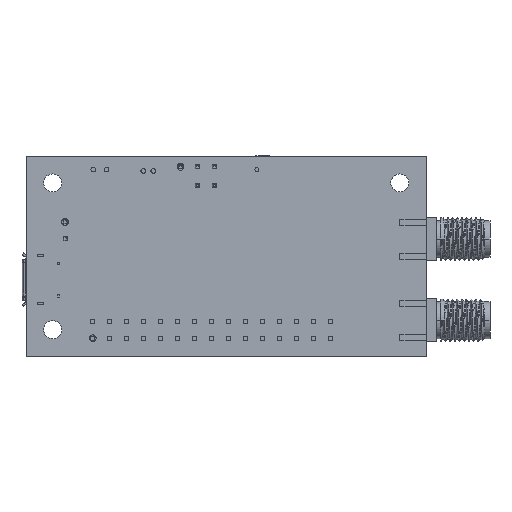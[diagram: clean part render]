
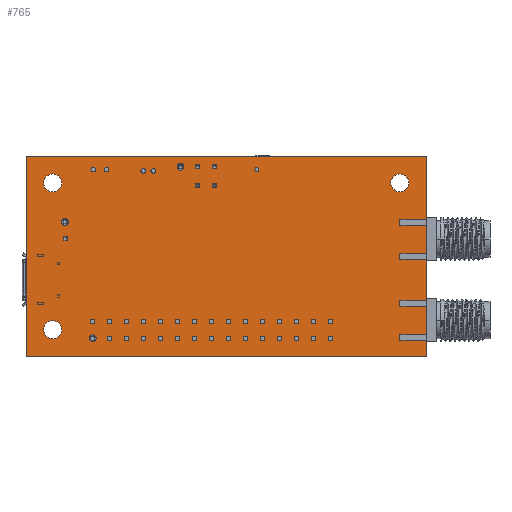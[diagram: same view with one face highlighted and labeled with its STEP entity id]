
A CAD part, front view. The second image highlights one B-rep face of the part: STEP entity #765.
In plain terms, the highlighted planar face has unit normal (0, -1, 0).
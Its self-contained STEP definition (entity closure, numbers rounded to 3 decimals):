
#110=DIRECTION('',(1.,0.,0.));
#111=VECTOR('',#110,60.);
#112=CARTESIAN_POINT('',(0.,0.,0.));
#113=LINE('',#112,#111);
#117=DIRECTION('',(0.,0.,-1.));
#118=VECTOR('',#117,30.);
#119=CARTESIAN_POINT('',(60.,0.,0.));
#120=LINE('',#119,#118);
#124=DIRECTION('',(-1.,0.,0.));
#125=VECTOR('',#124,60.);
#126=CARTESIAN_POINT('',(60.,0.,-30.));
#127=LINE('',#126,#125);
#131=DIRECTION('',(0.,0.,1.));
#132=VECTOR('',#131,30.);
#133=CARTESIAN_POINT('',(0.,0.,-30.));
#134=LINE('',#133,#132);
#138=CARTESIAN_POINT('',(4.,0.,-26.));
#139=DIRECTION('',(0.,1.,0.));
#140=DIRECTION('',(1.,0.,0.));
#141=AXIS2_PLACEMENT_3D('',#138,#139,#140);
#146=CARTESIAN_POINT('',(4.,0.,-26.));
#147=DIRECTION('',(0.,1.,0.));
#148=DIRECTION('',(-1.,0.,0.));
#149=AXIS2_PLACEMENT_3D('',#146,#147,#148);
#154=CARTESIAN_POINT('',(4.,0.,-4.));
#155=DIRECTION('',(0.,1.,0.));
#156=DIRECTION('',(1.,0.,0.));
#157=AXIS2_PLACEMENT_3D('',#154,#155,#156);
#162=CARTESIAN_POINT('',(4.,0.,-4.));
#163=DIRECTION('',(0.,1.,0.));
#164=DIRECTION('',(-1.,0.,0.));
#165=AXIS2_PLACEMENT_3D('',#162,#163,#164);
#170=CARTESIAN_POINT('',(56.,0.,-4.));
#171=DIRECTION('',(0.,1.,0.));
#172=DIRECTION('',(1.,0.,0.));
#173=AXIS2_PLACEMENT_3D('',#170,#171,#172);
#178=CARTESIAN_POINT('',(56.,0.,-4.));
#179=DIRECTION('',(0.,1.,0.));
#180=DIRECTION('',(-1.,0.,0.));
#181=AXIS2_PLACEMENT_3D('',#178,#179,#180);
#186=CARTESIAN_POINT('',(10.,0.,-27.27));
#187=DIRECTION('',(0.,1.,0.));
#188=DIRECTION('',(1.,0.,0.));
#189=AXIS2_PLACEMENT_3D('',#186,#187,#188);
#194=CARTESIAN_POINT('',(10.,0.,-27.27));
#195=DIRECTION('',(0.,1.,0.));
#196=DIRECTION('',(-1.,0.,0.));
#197=AXIS2_PLACEMENT_3D('',#194,#195,#196);
#202=CARTESIAN_POINT('',(5.862,0.,-9.845));
#203=DIRECTION('',(0.,1.,0.));
#204=DIRECTION('',(1.,0.,0.));
#205=AXIS2_PLACEMENT_3D('',#202,#203,#204);
#210=CARTESIAN_POINT('',(5.862,0.,-9.845));
#211=DIRECTION('',(0.,1.,0.));
#212=DIRECTION('',(-1.,0.,0.));
#213=AXIS2_PLACEMENT_3D('',#210,#211,#212);
#218=CARTESIAN_POINT('',(23.134,0.,-1.59));
#219=DIRECTION('',(0.,1.,0.));
#220=DIRECTION('',(1.,0.,0.));
#221=AXIS2_PLACEMENT_3D('',#218,#219,#220);
#226=CARTESIAN_POINT('',(23.134,0.,-1.59));
#227=DIRECTION('',(0.,1.,0.));
#228=DIRECTION('',(-1.,0.,0.));
#229=AXIS2_PLACEMENT_3D('',#226,#227,#228);
#234=CARTESIAN_POINT('',(12.069,0.,-2.));
#235=DIRECTION('',(0.,1.,0.));
#236=DIRECTION('',(1.,0.,0.));
#237=AXIS2_PLACEMENT_3D('',#234,#235,#236);
#242=CARTESIAN_POINT('',(12.069,0.,-2.));
#243=DIRECTION('',(0.,1.,0.));
#244=DIRECTION('',(-1.,0.,0.));
#245=AXIS2_PLACEMENT_3D('',#242,#243,#244);
#250=CARTESIAN_POINT('',(17.558,0.,-2.2));
#251=DIRECTION('',(0.,1.,0.));
#252=DIRECTION('',(1.,0.,0.));
#253=AXIS2_PLACEMENT_3D('',#250,#251,#252);
#258=CARTESIAN_POINT('',(17.558,0.,-2.2));
#259=DIRECTION('',(0.,1.,0.));
#260=DIRECTION('',(-1.,0.,0.));
#261=AXIS2_PLACEMENT_3D('',#258,#259,#260);
#266=CARTESIAN_POINT('',(34.593,0.,-2.));
#267=DIRECTION('',(0.,1.,0.));
#268=DIRECTION('',(1.,0.,0.));
#269=AXIS2_PLACEMENT_3D('',#266,#267,#268);
#274=CARTESIAN_POINT('',(34.593,0.,-2.));
#275=DIRECTION('',(0.,1.,0.));
#276=DIRECTION('',(-1.,0.,0.));
#277=AXIS2_PLACEMENT_3D('',#274,#275,#276);
#608=CARTESIAN_POINT('',(0.,0.,0.));
#609=CARTESIAN_POINT('',(60.,0.,0.));
#610=VERTEX_POINT('',#608);
#611=VERTEX_POINT('',#609);
#612=CARTESIAN_POINT('',(60.,0.,-30.));
#613=VERTEX_POINT('',#612);
#614=CARTESIAN_POINT('',(0.,0.,-30.));
#615=VERTEX_POINT('',#614);
#625=CARTESIAN_POINT('',(5.35,0.,-26.));
#627=VERTEX_POINT('',#625);
#629=CARTESIAN_POINT('',(2.65,0.,-26.));
#631=VERTEX_POINT('',#629);
#633=CARTESIAN_POINT('',(5.35,0.,-4.));
#635=VERTEX_POINT('',#633);
#637=CARTESIAN_POINT('',(2.65,0.,-4.));
#639=VERTEX_POINT('',#637);
#640=CARTESIAN_POINT('',(10.51,0.,-27.27));
#641=CARTESIAN_POINT('',(9.49,0.,-27.27));
#642=VERTEX_POINT('',#640);
#643=VERTEX_POINT('',#641);
#648=CARTESIAN_POINT('',(57.35,0.,-4.));
#649=CARTESIAN_POINT('',(54.65,0.,-4.));
#650=VERTEX_POINT('',#648);
#651=VERTEX_POINT('',#649);
#656=CARTESIAN_POINT('',(6.372,0.,-9.845));
#657=CARTESIAN_POINT('',(5.352,0.,-9.845));
#658=VERTEX_POINT('',#656);
#659=VERTEX_POINT('',#657);
#660=CARTESIAN_POINT('',(23.644,0.,-1.59));
#661=CARTESIAN_POINT('',(22.624,0.,-1.59));
#662=VERTEX_POINT('',#660);
#663=VERTEX_POINT('',#661);
#664=CARTESIAN_POINT('',(12.369,0.,-2.));
#665=CARTESIAN_POINT('',(11.769,0.,-2.));
#666=VERTEX_POINT('',#664);
#667=VERTEX_POINT('',#665);
#668=CARTESIAN_POINT('',(17.858,0.,-2.2));
#669=CARTESIAN_POINT('',(17.258,0.,-2.2));
#670=VERTEX_POINT('',#668);
#671=VERTEX_POINT('',#669);
#688=CARTESIAN_POINT('',(34.893,0.,-2.));
#689=CARTESIAN_POINT('',(34.293,0.,-2.));
#690=VERTEX_POINT('',#688);
#691=VERTEX_POINT('',#689);
#696=CARTESIAN_POINT('',(0.,0.,0.));
#697=DIRECTION('',(0.,1.,0.));
#698=DIRECTION('',(1.,0.,0.));
#699=AXIS2_PLACEMENT_3D('',#696,#697,#698);
#700=PLANE('',#699);
#702=ORIENTED_EDGE('',*,*,#701,.T.);
#704=ORIENTED_EDGE('',*,*,#703,.T.);
#706=ORIENTED_EDGE('',*,*,#705,.T.);
#708=ORIENTED_EDGE('',*,*,#707,.T.);
#709=EDGE_LOOP('',(#702,#704,#706,#708));
#710=FACE_OUTER_BOUND('',#709,.F.);
#712=ORIENTED_EDGE('',*,*,#711,.F.);
#714=ORIENTED_EDGE('',*,*,#713,.F.);
#715=EDGE_LOOP('',(#712,#714));
#716=FACE_BOUND('',#715,.F.);
#718=ORIENTED_EDGE('',*,*,#717,.F.);
#720=ORIENTED_EDGE('',*,*,#719,.F.);
#721=EDGE_LOOP('',(#718,#720));
#722=FACE_BOUND('',#721,.F.);
#724=ORIENTED_EDGE('',*,*,#723,.F.);
#726=ORIENTED_EDGE('',*,*,#725,.F.);
#727=EDGE_LOOP('',(#724,#726));
#728=FACE_BOUND('',#727,.F.);
#730=ORIENTED_EDGE('',*,*,#729,.F.);
#732=ORIENTED_EDGE('',*,*,#731,.F.);
#733=EDGE_LOOP('',(#730,#732));
#734=FACE_BOUND('',#733,.F.);
#736=ORIENTED_EDGE('',*,*,#735,.F.);
#738=ORIENTED_EDGE('',*,*,#737,.F.);
#739=EDGE_LOOP('',(#736,#738));
#740=FACE_BOUND('',#739,.F.);
#742=ORIENTED_EDGE('',*,*,#741,.F.);
#744=ORIENTED_EDGE('',*,*,#743,.F.);
#745=EDGE_LOOP('',(#742,#744));
#746=FACE_BOUND('',#745,.F.);
#748=ORIENTED_EDGE('',*,*,#747,.F.);
#750=ORIENTED_EDGE('',*,*,#749,.F.);
#751=EDGE_LOOP('',(#748,#750));
#752=FACE_BOUND('',#751,.F.);
#754=ORIENTED_EDGE('',*,*,#753,.F.);
#756=ORIENTED_EDGE('',*,*,#755,.F.);
#757=EDGE_LOOP('',(#754,#756));
#758=FACE_BOUND('',#757,.F.);
#760=ORIENTED_EDGE('',*,*,#759,.F.);
#762=ORIENTED_EDGE('',*,*,#761,.F.);
#763=EDGE_LOOP('',(#760,#762));
#764=FACE_BOUND('',#763,.F.);
#142=CIRCLE('',#141,1.35);
#150=CIRCLE('',#149,1.35);
#158=CIRCLE('',#157,1.35);
#166=CIRCLE('',#165,1.35);
#174=CIRCLE('',#173,1.35);
#182=CIRCLE('',#181,1.35);
#190=CIRCLE('',#189,0.51);
#198=CIRCLE('',#197,0.51);
#206=CIRCLE('',#205,0.51);
#214=CIRCLE('',#213,0.51);
#222=CIRCLE('',#221,0.51);
#230=CIRCLE('',#229,0.51);
#238=CIRCLE('',#237,0.3);
#246=CIRCLE('',#245,0.3);
#254=CIRCLE('',#253,0.3);
#262=CIRCLE('',#261,0.3);
#270=CIRCLE('',#269,0.3);
#278=CIRCLE('',#277,0.3);
#701=EDGE_CURVE('',#610,#611,#113,.T.);
#703=EDGE_CURVE('',#611,#613,#120,.T.);
#705=EDGE_CURVE('',#613,#615,#127,.T.);
#707=EDGE_CURVE('',#615,#610,#134,.T.);
#711=EDGE_CURVE('',#627,#631,#142,.T.);
#713=EDGE_CURVE('',#631,#627,#150,.T.);
#717=EDGE_CURVE('',#635,#639,#158,.T.);
#719=EDGE_CURVE('',#639,#635,#166,.T.);
#723=EDGE_CURVE('',#650,#651,#174,.T.);
#725=EDGE_CURVE('',#651,#650,#182,.T.);
#729=EDGE_CURVE('',#642,#643,#190,.T.);
#731=EDGE_CURVE('',#643,#642,#198,.T.);
#735=EDGE_CURVE('',#658,#659,#206,.T.);
#737=EDGE_CURVE('',#659,#658,#214,.T.);
#741=EDGE_CURVE('',#662,#663,#222,.T.);
#743=EDGE_CURVE('',#663,#662,#230,.T.);
#747=EDGE_CURVE('',#666,#667,#238,.T.);
#749=EDGE_CURVE('',#667,#666,#246,.T.);
#753=EDGE_CURVE('',#670,#671,#254,.T.);
#755=EDGE_CURVE('',#671,#670,#262,.T.);
#759=EDGE_CURVE('',#690,#691,#270,.T.);
#761=EDGE_CURVE('',#691,#690,#278,.T.);
#765=ADVANCED_FACE('',(#710,#716,#722,#728,#734,#740,#746,#752,#758,#764),#700,
.F.);
